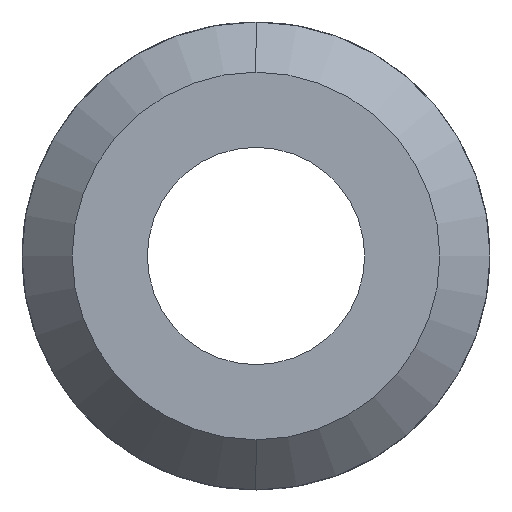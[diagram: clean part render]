
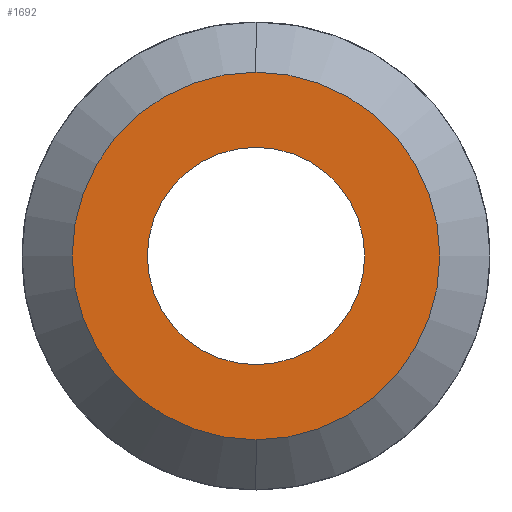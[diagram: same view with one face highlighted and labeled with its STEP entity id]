
A CAD part, left-side view. The second image highlights one B-rep face of the part: STEP entity #1692.
In plain terms, the highlighted planar face has unit normal (-1, 0, 0).
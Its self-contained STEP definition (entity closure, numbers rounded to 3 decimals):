
#61 = CIRCLE ( 'NONE', #1297, 5.5 ) ;
#135 = VERTEX_POINT ( 'NONE', #754 ) ;
#184 = PLANE ( 'NONE',  #941 ) ;
#195 = CARTESIAN_POINT ( 'NONE',  ( -46.363, 0., 0. ) ) ;
#243 = VERTEX_POINT ( 'NONE', #606 ) ;
#247 = ORIENTED_EDGE ( 'NONE', *, *, #1869, .F. ) ;
#381 = ORIENTED_EDGE ( 'NONE', *, *, #823, .F. ) ;
#439 = VERTEX_POINT ( 'NONE', #1418 ) ;
#479 = VERTEX_POINT ( 'NONE', #2098 ) ;
#513 = EDGE_CURVE ( 'NONE', #135, #439, #2093, .T. ) ;
#534 = DIRECTION ( 'NONE',  ( -1., 0., 0. ) ) ;
#606 = CARTESIAN_POINT ( 'NONE',  ( -46.363, 0., -3.25 ) ) ;
#616 = DIRECTION ( 'NONE',  ( 0., 0., 1. ) ) ;
#754 = CARTESIAN_POINT ( 'NONE',  ( -46.363, 0., -5.5 ) ) ;
#764 = AXIS2_PLACEMENT_3D ( 'NONE', #1902, #2071, #1390 ) ;
#823 = EDGE_CURVE ( 'NONE', #243, #479, #1366, .T. ) ;
#857 = EDGE_LOOP ( 'NONE', ( #247, #381 ) ) ;
#941 = AXIS2_PLACEMENT_3D ( 'NONE', #1525, #1339, #1864 ) ;
#971 = FACE_BOUND ( 'NONE', #857, .T. ) ;
#985 = FACE_OUTER_BOUND ( 'NONE', #1372, .T. ) ;
#1024 = AXIS2_PLACEMENT_3D ( 'NONE', #2082, #534, #1371 ) ;
#1067 = AXIS2_PLACEMENT_3D ( 'NONE', #195, #1552, #2043 ) ;
#1176 = EDGE_CURVE ( 'NONE', #439, #135, #61, .T. ) ;
#1297 = AXIS2_PLACEMENT_3D ( 'NONE', #1487, #2199, #616 ) ;
#1339 = DIRECTION ( 'NONE',  ( 1., 0., 0. ) ) ;
#1350 = CIRCLE ( 'NONE', #1024, 3.25 ) ;
#1366 = CIRCLE ( 'NONE', #1067, 3.25 ) ;
#1371 = DIRECTION ( 'NONE',  ( 0., 0., 1. ) ) ;
#1372 = EDGE_LOOP ( 'NONE', ( #2038, #1664 ) ) ;
#1390 = DIRECTION ( 'NONE',  ( 0., 0., 1. ) ) ;
#1418 = CARTESIAN_POINT ( 'NONE',  ( -46.363, 0., 5.5 ) ) ;
#1487 = CARTESIAN_POINT ( 'NONE',  ( -46.363, 0., 0. ) ) ;
#1525 = CARTESIAN_POINT ( 'NONE',  ( -46.363, 5.5, 0. ) ) ;
#1552 = DIRECTION ( 'NONE',  ( -1., 0., 0. ) ) ;
#1664 = ORIENTED_EDGE ( 'NONE', *, *, #1176, .T. ) ;
#1692 = ADVANCED_FACE ( 'NONE', ( #971, #985 ), #184, .F. ) ;
#1864 = DIRECTION ( 'NONE',  ( 0., 0., -1. ) ) ;
#1869 = EDGE_CURVE ( 'NONE', #479, #243, #1350, .T. ) ;
#1902 = CARTESIAN_POINT ( 'NONE',  ( -46.363, 0., 0. ) ) ;
#2038 = ORIENTED_EDGE ( 'NONE', *, *, #513, .T. ) ;
#2043 = DIRECTION ( 'NONE',  ( 0., 0., 1. ) ) ;
#2071 = DIRECTION ( 'NONE',  ( -1., 0., 0. ) ) ;
#2082 = CARTESIAN_POINT ( 'NONE',  ( -46.363, 0., 0. ) ) ;
#2093 = CIRCLE ( 'NONE', #764, 5.5 ) ;
#2098 = CARTESIAN_POINT ( 'NONE',  ( -46.363, 0., 3.25 ) ) ;
#2199 = DIRECTION ( 'NONE',  ( -1., 0., 0. ) ) ;
